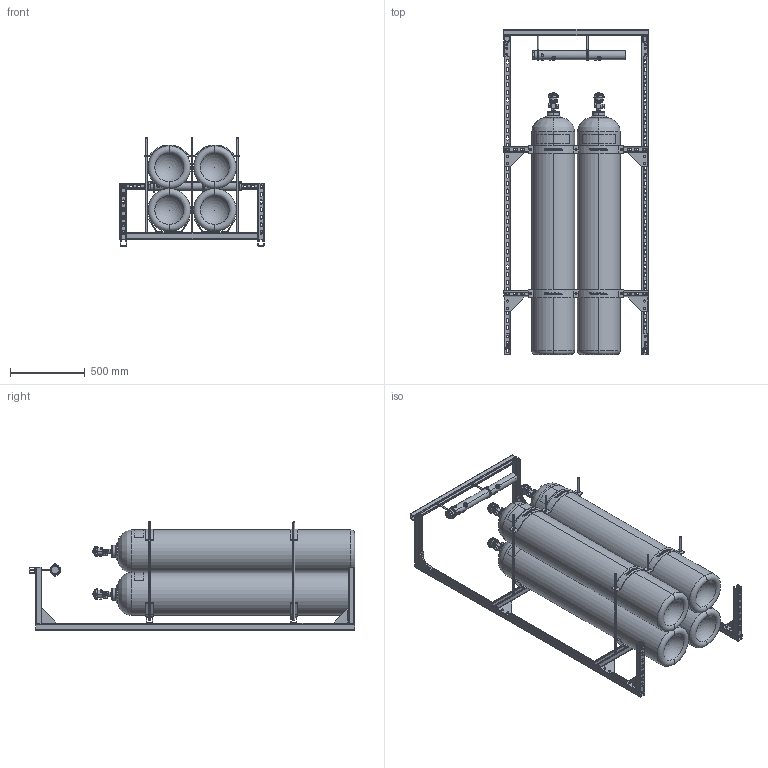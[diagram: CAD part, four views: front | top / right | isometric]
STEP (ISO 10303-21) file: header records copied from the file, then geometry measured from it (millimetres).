
FILE_DESCRIPTION (( 'STEP AP214' ), '1' );
FILE_NAME ('Cylinder Storage Rack, 80L, Metal Framing, Galvanized (4 cylinder 2x2) Four Cylinders.STEP', '2020-05-05T15:50:20', ( '' ), ( '' ), 'SwSTEP 2.0', 'SolidWorks 2019', '' );
FILE_SCHEMA (( 'AUTOMOTIVE_DESIGN' ));
Length unit declared in the file: inch
Products named in the file (38): Support 1.stp; Stand 3.stp; Rode.stp; Base Plate.stp; V-000-950-101.stp; V_MULLER_470B0019.stp; PLUG_HEX HD_0.250 NPT M_CL 3000_ALY STL_GALV.stp; Cylinder Storage Rack, 80L, Metal Framing, Galvanized (4 cylinder 2x2) Four Cylinders; 5342^V-000-950-101.stp; Base Plate 2_MIR.stp; Stand.stp; 470B0019_PLATE.stp; Support 2..stp; 470B0019_HEX NUT.stp; PLUG_HEX HD_1.500 NPT M_CL 3000_ALY STL_GALV.stp; P-000-950-111 (-01).stp; Clamp 2.stp; Cylinder Storage Rack, 80L, Metal Framing, Galvanized (4 cylinder 2x2) Four Cylinders.stp; 470B0019_HANDLE.stp; Plate 1.stp; Base Plate 2.stp; Rode 2.stp; Restraint F.stp; 11BC615P_CYLINDER.stp; Plate 2.stp; Stand 2.stp; Restraint B.stp; Clamp Assembly.stp; Clamp.stp; P-000-950-110(-01).stp; 470B0019_HOUSING.stp
Assembly tree (75 placements, depth 5):
  Cylinder Storage Rack, 80L, Metal Framing, Galvanized (4 cylinder 2x2) Four Cylinders
    Cylinder Storage Rack, 80L, Metal Framing, Galvanized (4 cylinder 2x2) Four Cylinders.stp
      Clamp Assembly.stp
        Clamp.stp
        Clamp 2.stp
      Clamp Assembly.stp
        Clamp.stp
        Clamp 2.stp
      V-000-950-101.stp
        V_MULLER_470B0019.stp
          470B0019_HOUSING.stp
          470B0019_PLATE.stp
          470B0019_HANDLE.stp
          470B0019_HEX NUT.stp
        11BC615P_CYLINDER.stp
        5342^V-000-950-101.stp
      V-000-950-101.stp
        V_MULLER_470B0019.stp
          470B0019_HOUSING.stp
          470B0019_PLATE.stp
          470B0019_HANDLE.stp
          470B0019_HEX NUT.stp
        11BC615P_CYLINDER.stp
        5342^V-000-950-101.stp
      V-000-950-101.stp
        V_MULLER_470B0019.stp
          470B0019_HOUSING.stp
          470B0019_PLATE.stp
          470B0019_HANDLE.stp
          470B0019_HEX NUT.stp
        11BC615P_CYLINDER.stp
        5342^V-000-950-101.stp
      V-000-950-101.stp
        V_MULLER_470B0019.stp
          470B0019_HOUSING.stp
          470B0019_PLATE.stp
          470B0019_HANDLE.stp
          470B0019_HEX NUT.stp
        11BC615P_CYLINDER.stp
        5342^V-000-950-101.stp
      P-000-950-111 (-01).stp
        PLUG_HEX HD_1.500 NPT M_CL 3000_ALY STL_GALV.stp
        PLUG_HEX HD_0.250 NPT M_CL 3000_ALY STL_GALV.stp  x2
        P-000-950-110(-01).stp
      Stand.stp  x2
      Stand 3.stp
      Stand 2.stp  x2
      Base Plate.stp  x2
      Base Plate 2.stp
      Base Plate 2_MIR.stp
      Support 2..stp  x2
      Plate 1.stp  x2
      Plate 2.stp  x2
      Support 1.stp  x2
      Restraint B.stp  x4
      Rode.stp  x6
      Rode 2.stp  x2
      Restraint F.stp  x2
Bounding box: 965.2 x 2175.14 x 724.33 mm (x, y, z)
Volume: 60058590.7 mm3; surface area: 15362291.8 mm2
Topology: 67 solids, 67 shells, 4219 faces, 11028 edges, 7118 vertices
Faces by surface type: plane 1687, cylinder 1374, bspline 500, cone 436, torus 178, sphere 44
Entity records: 88294 total; most frequent: CARTESIAN_POINT 42097, ORIENTED_EDGE 9338, DIRECTION 9027, EDGE_CURVE 4669, AXIS2_PLACEMENT_3D 3388, VERTEX_POINT 3038, LINE 2251, VECTOR 2251
